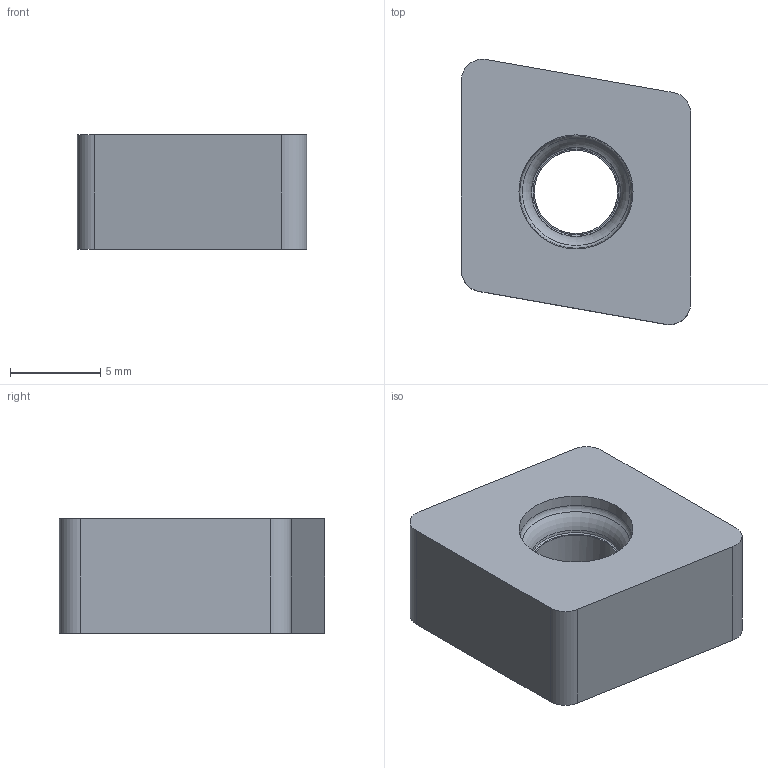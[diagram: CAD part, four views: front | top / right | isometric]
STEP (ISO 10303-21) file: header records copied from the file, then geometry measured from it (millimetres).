
FILE_DESCRIPTION(/* description */ (''),/* implementation_level */ '2;1');
FILE_NAME(/* name */ 'aaa319416_a.stp',/* time_stamp */ '2018-06-05T13:44:57+02:00',/* author */ (''),/* organization */ ('SMS'),/* preprocessor_version */ 'ST-DEVELOPER v15',/* originating_system */ 'SIEMENS PLM Software NX 8.5',/* authorisation */ '');
FILE_SCHEMA (('AUTOMOTIVE_DESIGN { 1 0 10303 214 3 1 1 1 }'));
Length unit declared in the file: millimetre
Products named in the file (1): AAA319416_A
Bounding box: 12.7 x 14.68 x 6.35 mm (x, y, z)
Volume: 888 mm3; surface area: 692.1 mm2
Topology: 1 solids, 1 shells, 23 faces, 53 edges, 36 vertices
Faces by surface type: plane 8, torus 6, cylinder 5, cone 4
Full cylindrical faces by diameter (mm): 4.6 x1
Entity records: 684 total; most frequent: CARTESIAN_POINT 148, DIRECTION 112, ORIENTED_EDGE 76, AXIS2_PLACEMENT_3D 48, EDGE_LOOP 38, EDGE_CURVE 38, FACE_BOUND 30, VERTEX_POINT 30
